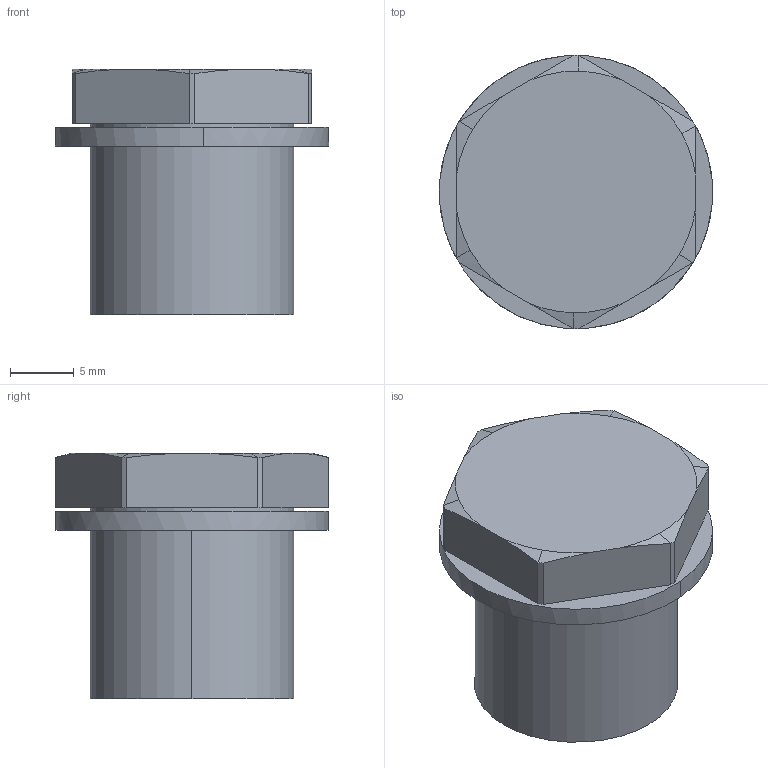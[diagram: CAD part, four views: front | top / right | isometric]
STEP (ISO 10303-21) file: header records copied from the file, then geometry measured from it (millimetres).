
FILE_DESCRIPTION(('CATIA V5 STEP Exchange','CAx-IF Rec.Pracs.--- Model Styling and Organization---1.4--- 2014-01-23'),'2;1');
FILE_NAME ('1932177-3_1', '2024-01-24T09:45:33+00:00', ('none'), ('Weidmueller'), 'CATIA Version 5-6 Release 2016 SP3 HF44', 'CATIA V5 STEP AP214', 'none');
FILE_SCHEMA(('AUTOMOTIVE_DESIGN { 1 0 10303 214 1 1 1 1 }'));
Length unit declared in the file: millimetre
Products named in the file (1): 2978900000 VP M16/15 EX CR 7J BK 
Bounding box: 21.49 x 21.5 x 19.3 mm (x, y, z)
Volume: 3149.2 mm3; surface area: 2501.4 mm2
Topology: 1 solids, 1 shells, 40 faces, 96 edges, 62 vertices
Faces by surface type: cylinder 14, plane 12, cone 12, torus 2
Entity records: 1260 total; most frequent: CARTESIAN_POINT 366, ORIENTED_EDGE 192, DIRECTION 146, EDGE_CURVE 96, AXIS2_PLACEMENT_3D 72, VERTEX_POINT 62, EDGE_LOOP 44, ADVANCED_FACE 40
